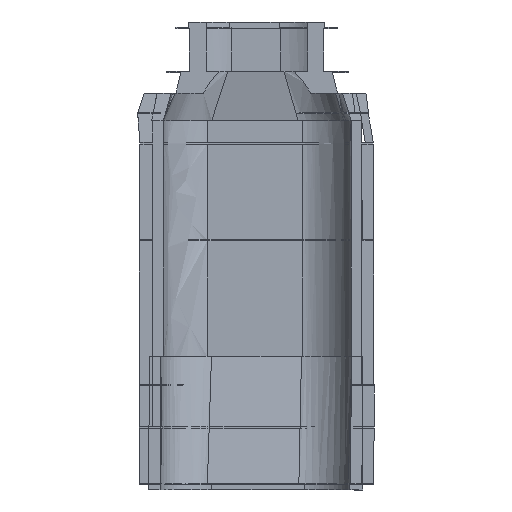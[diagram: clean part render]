
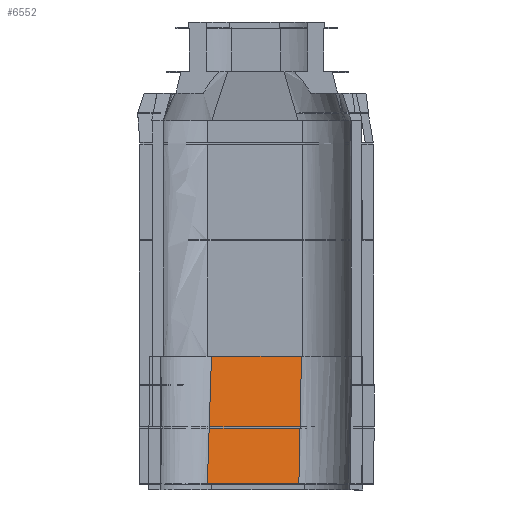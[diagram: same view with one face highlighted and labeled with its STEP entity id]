
A CAD part, front view. The second image highlights one B-rep face of the part: STEP entity #6552.
In plain terms, the highlighted planar face has unit normal (0, -0.99, 0.139).
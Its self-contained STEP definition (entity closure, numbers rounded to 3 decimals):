
#634 = ORIENTED_EDGE ( 'NONE', *, *, #1826, .F. ) ;
#700 = DIRECTION ( 'NONE',  ( -1., 0., 0. ) ) ;
#746 = DIRECTION ( 'NONE',  ( -0.02, -0.139, -0.99 ) ) ;
#788 = ORIENTED_EDGE ( 'NONE', *, *, #1540, .T. ) ;
#1024 = EDGE_LOOP ( 'NONE', ( #5040, #6517, #788, #634 ) ) ;
#1128 = LINE ( 'NONE', #6232, #11649 ) ;
#1540 = EDGE_CURVE ( 'NONE', #8972, #3161, #1128, .T. ) ;
#1569 = DIRECTION ( 'NONE',  ( 1., 0., 0. ) ) ;
#1826 = EDGE_CURVE ( 'NONE', #7326, #3161, #4262, .T. ) ;
#2985 = VECTOR ( 'NONE', #3965, 1000. ) ;
#3161 = VERTEX_POINT ( 'NONE', #6370 ) ;
#3919 = CARTESIAN_POINT ( 'NONE',  ( -697.905, 763.658, -6575. ) ) ;
#3965 = DIRECTION ( 'NONE',  ( 0.032, 0.139, 0.99 ) ) ;
#4262 = LINE ( 'NONE', #9431, #2985 ) ;
#5040 = ORIENTED_EDGE ( 'NONE', *, *, #6757, .F. ) ;
#5581 = LINE ( 'NONE', #6364, #9351 ) ;
#6232 = CARTESIAN_POINT ( 'NONE',  ( 639.446, 1020.493, -4750. ) ) ;
#6299 = DIRECTION ( 'NONE',  ( 0., -0.99, 0.139 ) ) ;
#6329 = AXIS2_PLACEMENT_3D ( 'NONE', #7116, #6299, #1569 ) ;
#6348 = VECTOR ( 'NONE', #6550, 1000. ) ;
#6364 = CARTESIAN_POINT ( 'NONE',  ( 620.932, 892.075, -5662.5 ) ) ;
#6370 = CARTESIAN_POINT ( 'NONE',  ( -639.186, 1020.493, -4750. ) ) ;
#6517 = ORIENTED_EDGE ( 'NONE', *, *, #8594, .F. ) ;
#6550 = DIRECTION ( 'NONE',  ( -1., 0., 0. ) ) ;
#6552 = ADVANCED_FACE ( 'NONE', ( #8681 ), #10726, .T. ) ;
#6757 = EDGE_CURVE ( 'NONE', #11066, #7326, #7955, .T. ) ;
#7116 = CARTESIAN_POINT ( 'NONE',  ( -697.905, 763.658, -6575. ) ) ;
#7127 = CARTESIAN_POINT ( 'NONE',  ( 639.446, 1020.493, -4750. ) ) ;
#7326 = VERTEX_POINT ( 'NONE', #3919 ) ;
#7648 = CARTESIAN_POINT ( 'NONE',  ( 602.418, 763.658, -6575. ) ) ;
#7955 = LINE ( 'NONE', #7648, #6348 ) ;
#8593 = CARTESIAN_POINT ( 'NONE',  ( 602.418, 763.658, -6575. ) ) ;
#8594 = EDGE_CURVE ( 'NONE', #8972, #11066, #5581, .T. ) ;
#8681 = FACE_OUTER_BOUND ( 'NONE', #1024, .T. ) ;
#8972 = VERTEX_POINT ( 'NONE', #7127 ) ;
#9351 = VECTOR ( 'NONE', #746, 1000. ) ;
#9431 = CARTESIAN_POINT ( 'NONE',  ( -668.545, 892.075, -5662.5 ) ) ;
#10726 = PLANE ( 'NONE',  #6329 ) ;
#11066 = VERTEX_POINT ( 'NONE', #8593 ) ;
#11649 = VECTOR ( 'NONE', #700, 1000. ) ;
